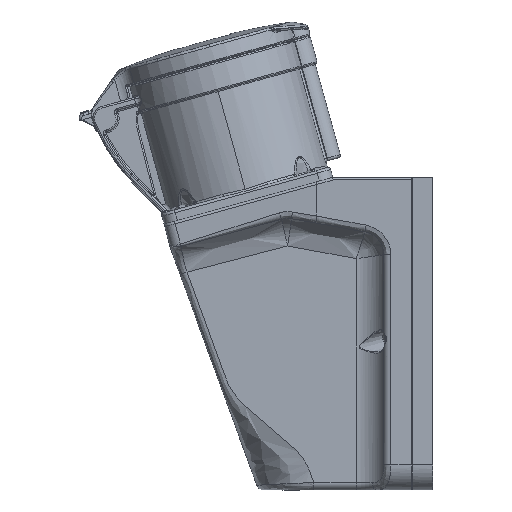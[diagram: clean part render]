
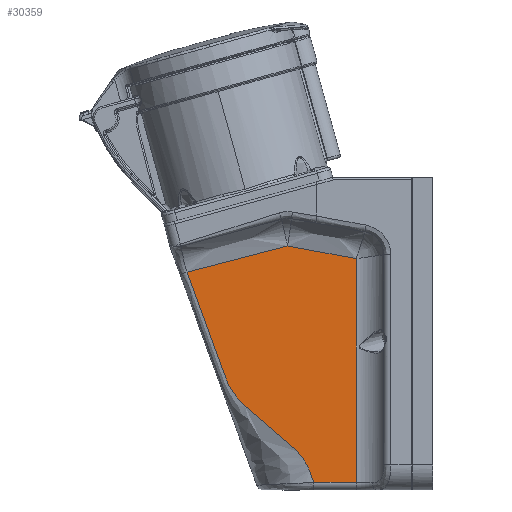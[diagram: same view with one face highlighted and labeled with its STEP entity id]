
A CAD part, left-side view. The second image highlights one B-rep face of the part: STEP entity #30359.
In plain terms, the highlighted planar face has unit normal (-1, 0.009, 0).
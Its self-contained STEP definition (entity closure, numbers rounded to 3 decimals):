
#329 = CARTESIAN_POINT ( 'NONE',  ( -29.926, 82.58, -80.899 ) ) ;
#526 = CARTESIAN_POINT ( 'NONE',  ( -29.784, 98.254, -37.834 ) ) ;
#886 = CARTESIAN_POINT ( 'NONE',  ( -30.147, 58.054, -27.388 ) ) ;
#2848 = ORIENTED_EDGE ( 'NONE', *, *, #83949, .T. ) ;
#5044 = ORIENTED_EDGE ( 'NONE', *, *, #22471, .T. ) ;
#6639 = CARTESIAN_POINT ( 'NONE',  ( -30.5, 19., -122. ) ) ;
#7049 = DIRECTION ( 'NONE',  ( -1., 0.009, 0. ) ) ;
#7687 = CARTESIAN_POINT ( 'NONE',  ( -30.395, 30.63, -122. ) ) ;
#7765 = CARTESIAN_POINT ( 'NONE',  ( -30.18, 54.428, -103.166 ) ) ;
#8401 = CARTESIAN_POINT ( 'NONE',  ( -30.395, 30.63, -32.481 ) ) ;
#9657 = EDGE_CURVE ( 'NONE', #65249, #79381, #72412, .T. ) ;
#12728 = CARTESIAN_POINT ( 'NONE',  ( -30.147, 58.054, -27.388 ) ) ;
#13948 = CARTESIAN_POINT ( 'NONE',  ( -30.395, 30.63, -22.5 ) ) ;
#15231 = CARTESIAN_POINT ( 'NONE',  ( -30.232, 48.66, -119.014 ) ) ;
#18040 = EDGE_CURVE ( 'NONE', #79381, #78768, #89356, .T. ) ;
#22471 = EDGE_CURVE ( 'NONE', #50668, #65249, #76778, .T. ) ;
#22679 = CARTESIAN_POINT ( 'NONE',  ( -30.242, 47.573, -122. ) ) ;
#23265 = CARTESIAN_POINT ( 'NONE',  ( -29.905, 84.84, -34.407 ) ) ;
#23328 = CARTESIAN_POINT ( 'NONE',  ( -30.147, 58.054, -27.388 ) ) ;
#29839 = CARTESIAN_POINT ( 'NONE',  ( -29.831, 93.03, -52.189 ) ) ;
#30359 = ADVANCED_FACE ( 'NONE', ( #82003 ), #44085, .T. ) ;
#32007 = VERTEX_POINT ( 'NONE', #12728 ) ;
#32932 = VECTOR ( 'NONE', #66065, 1000. ) ;
#43215 = DIRECTION ( 'NONE',  ( 0., 0., 1. ) ) ;
#44085 = PLANE ( 'NONE',  #80589 ) ;
#44787 = CARTESIAN_POINT ( 'NONE',  ( -29.784, 98.254, -37.834 ) ) ;
#50668 = VERTEX_POINT ( 'NONE', #526 ) ;
#52274 = CARTESIAN_POINT ( 'NONE',  ( -29.973, 77.355, -95.254 ) ) ;
#52844 = CARTESIAN_POINT ( 'NONE',  ( -30.026, 71.44, -30.922 ) ) ;
#52901 = CARTESIAN_POINT ( 'NONE',  ( -30.312, 39.775, -30.805 ) ) ;
#59031 = DIRECTION ( 'NONE',  ( 0.009, 1., 0. ) ) ;
#59729 = CARTESIAN_POINT ( 'NONE',  ( -30.227, 49.203, -117.521 ) ) ;
#59834 = CARTESIAN_POINT ( 'NONE',  ( -30.242, 47.573, -122. ) ) ;
#59878 = B_SPLINE_CURVE_WITH_KNOTS ( 'NONE', 3,
 ( #8401, #52901, #67795, #23328 ),
 .UNSPECIFIED., .F., .F.,
 ( 4, 4 ),
 ( 0., 0.028 ),
 .UNSPECIFIED. ) ;
#61448 = ORIENTED_EDGE ( 'NONE', *, *, #9657, .T. ) ;
#61718 = EDGE_CURVE ( 'NONE', #32007, #50668, #78648, .T. ) ;
#65249 = VERTEX_POINT ( 'NONE', #59834 ) ;
#66065 = DIRECTION ( 'NONE',  ( -0.009, -1., 0. ) ) ;
#66607 = EDGE_LOOP ( 'NONE', ( #5044, #61448, #81344, #2848, #72795 ) ) ;
#67174 = CARTESIAN_POINT ( 'NONE',  ( -30.237, 48.116, -120.507 ) ) ;
#67795 = CARTESIAN_POINT ( 'NONE',  ( -30.23, 48.916, -29.108 ) ) ;
#72412 = LINE ( 'NONE', #6639, #32932 ) ;
#72795 = ORIENTED_EDGE ( 'NONE', *, *, #61718, .T. ) ;
#74317 = CARTESIAN_POINT ( 'NONE',  ( -29.878, 87.805, -66.544 ) ) ;
#75218 = CARTESIAN_POINT ( 'NONE',  ( -29.784, 98.254, -37.834 ) ) ;
#76778 = B_SPLINE_CURVE_WITH_KNOTS ( 'NONE', 3,
 ( #44787, #29839, #74317, #329, #52274, #7765, #59729, #15231, #67174, #22679 ),
 .UNSPECIFIED., .F., .F.,
 ( 4, 3, 3, 4 ),
 ( 0., 0.153, 0.307, 0.323 ),
 .UNSPECIFIED. ) ;
#78648 = B_SPLINE_CURVE_WITH_KNOTS ( 'NONE', 3,
 ( #886, #52844, #23265, #75218 ),
 .UNSPECIFIED., .F., .F.,
 ( 4, 4 ),
 ( 0., 0.042 ),
 .UNSPECIFIED. ) ;
#78768 = VERTEX_POINT ( 'NONE', #95244 ) ;
#79381 = VERTEX_POINT ( 'NONE', #7687 ) ;
#80589 = AXIS2_PLACEMENT_3D ( 'NONE', #96082, #7049, #59031 ) ;
#81344 = ORIENTED_EDGE ( 'NONE', *, *, #18040, .T. ) ;
#82003 = FACE_OUTER_BOUND ( 'NONE', #66607, .T. ) ;
#82348 = VECTOR ( 'NONE', #43215, 1000. ) ;
#83949 = EDGE_CURVE ( 'NONE', #78768, #32007, #59878, .T. ) ;
#89356 = LINE ( 'NONE', #13948, #82348 ) ;
#95244 = CARTESIAN_POINT ( 'NONE',  ( -30.395, 30.63, -32.481 ) ) ;
#96082 = CARTESIAN_POINT ( 'NONE',  ( -30.5, 19., -22.5 ) ) ;
